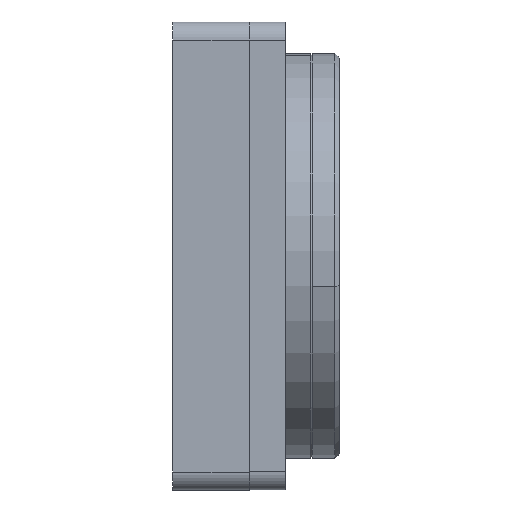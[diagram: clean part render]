
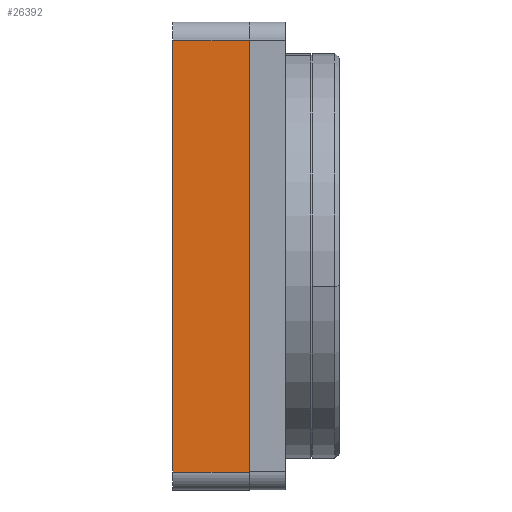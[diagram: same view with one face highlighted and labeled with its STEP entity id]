
A CAD part, left-side view. The second image highlights one B-rep face of the part: STEP entity #26392.
In plain terms, the highlighted planar face has unit normal (-1, 0, 0).
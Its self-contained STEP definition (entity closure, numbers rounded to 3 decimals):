
#296 = AXIS2_PLACEMENT_3D ( 'NONE', #27975, #16995, #25824 ) ;
#297 = VECTOR ( 'NONE', #7230, 1000. ) ;
#817 = CARTESIAN_POINT ( 'NONE',  ( -9.799, -3.759, -24.118 ) ) ;
#1028 = EDGE_CURVE ( 'NONE', #8278, #25975, #25057, .T. ) ;
#1864 = CARTESIAN_POINT ( 'NONE',  ( -9.799, 4.741, -72.118 ) ) ;
#2911 = VERTEX_POINT ( 'NONE', #1864 ) ;
#3539 = VECTOR ( 'NONE', #13276, 1000. ) ;
#4796 = ORIENTED_EDGE ( 'NONE', *, *, #1028, .T. ) ;
#6740 = CARTESIAN_POINT ( 'NONE',  ( -9.799, 4.741, -22.118 ) ) ;
#7230 = DIRECTION ( 'NONE',  ( 0., 0., 1. ) ) ;
#8278 = VERTEX_POINT ( 'NONE', #817 ) ;
#9346 = ORIENTED_EDGE ( 'NONE', *, *, #24924, .T. ) ;
#9690 = VERTEX_POINT ( 'NONE', #20953 ) ;
#11359 = CARTESIAN_POINT ( 'NONE',  ( -9.799, 4.741, -24.118 ) ) ;
#13276 = DIRECTION ( 'NONE',  ( 0., 0., 1. ) ) ;
#13594 = ORIENTED_EDGE ( 'NONE', *, *, #27980, .F. ) ;
#13881 = CARTESIAN_POINT ( 'NONE',  ( -9.799, -3.759, -22.118 ) ) ;
#14074 = DIRECTION ( 'NONE',  ( 0., 1., 0. ) ) ;
#15196 = EDGE_LOOP ( 'NONE', ( #25693, #4796, #13594, #9346 ) ) ;
#15727 = LINE ( 'NONE', #6740, #3539 ) ;
#16805 = DIRECTION ( 'NONE',  ( 0., -1., 0. ) ) ;
#16995 = DIRECTION ( 'NONE',  ( 1., 0., 0. ) ) ;
#17555 = PLANE ( 'NONE',  #296 ) ;
#19326 = FACE_OUTER_BOUND ( 'NONE', #15196, .T. ) ;
#20953 = CARTESIAN_POINT ( 'NONE',  ( -9.799, -3.759, -72.118 ) ) ;
#21149 = VECTOR ( 'NONE', #14074, 1000. ) ;
#24924 = EDGE_CURVE ( 'NONE', #2911, #9690, #25325, .T. ) ;
#25057 = LINE ( 'NONE', #11359, #21149 ) ;
#25122 = EDGE_CURVE ( 'NONE', #9690, #8278, #27301, .T. ) ;
#25325 = LINE ( 'NONE', #25474, #28001 ) ;
#25474 = CARTESIAN_POINT ( 'NONE',  ( -9.799, 4.741, -72.118 ) ) ;
#25693 = ORIENTED_EDGE ( 'NONE', *, *, #25122, .T. ) ;
#25824 = DIRECTION ( 'NONE',  ( 0., 0., -1. ) ) ;
#25975 = VERTEX_POINT ( 'NONE', #28497 ) ;
#26392 = ADVANCED_FACE ( 'NONE', ( #19326 ), #17555, .F. ) ;
#27301 = LINE ( 'NONE', #13881, #297 ) ;
#27975 = CARTESIAN_POINT ( 'NONE',  ( -9.799, 4.741, -22.118 ) ) ;
#27980 = EDGE_CURVE ( 'NONE', #2911, #25975, #15727, .T. ) ;
#28001 = VECTOR ( 'NONE', #16805, 1000. ) ;
#28497 = CARTESIAN_POINT ( 'NONE',  ( -9.799, 4.741, -24.118 ) ) ;
